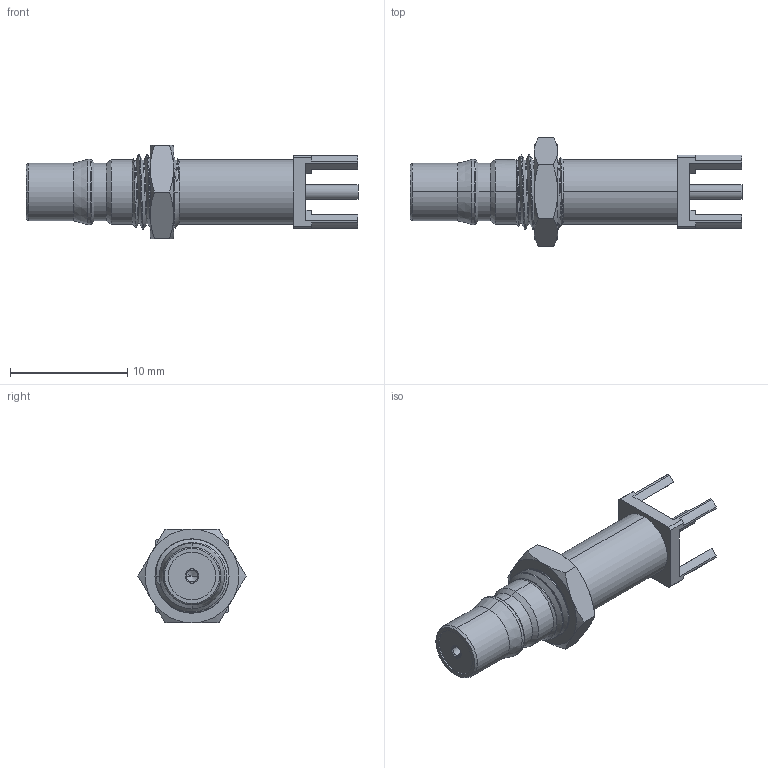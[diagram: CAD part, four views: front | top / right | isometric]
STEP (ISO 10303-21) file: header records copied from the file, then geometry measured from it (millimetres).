
FILE_DESCRIPTION((''),'2;1');
FILE_NAME('930-163J-51P_SW0001','2019-12-10T',('Kaviyarasan'),(''),'CREO PARAMETRIC BY PTC INC, 2018360','CREO PARAMETRIC BY PTC INC, 2018360','');
FILE_SCHEMA(('CONFIG_CONTROL_DESIGN'));
Length unit declared in the file: millimetre
Products named in the file (1): 930-163J-51P_SW0001
Bounding box: 28.37 x 9.24 x 8 mm (x, y, z)
Volume: 640.9 mm3; surface area: 752.6 mm2
Topology: 1 solids, 1 shells, 140 faces, 368 edges, 232 vertices
Faces by surface type: plane 49, cylinder 47, cone 30, bspline 12, torus 2
Entity records: 7556 total; most frequent: CARTESIAN_POINT 4203, ORIENTED_EDGE 732, DIRECTION 637, EDGE_CURVE 366, AXIS2_PLACEMENT_3D 235, VERTEX_POINT 232, VECTOR 167, LINE 167
